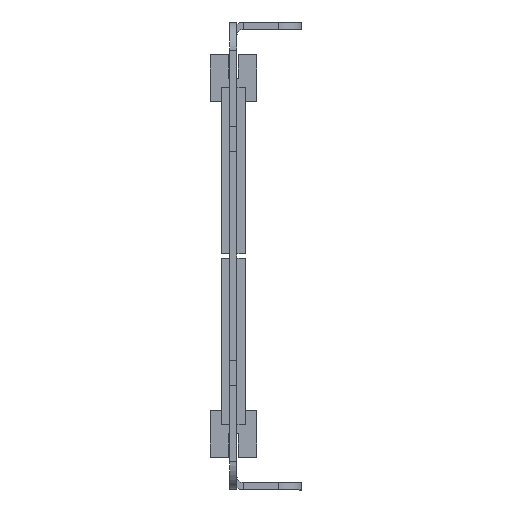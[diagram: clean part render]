
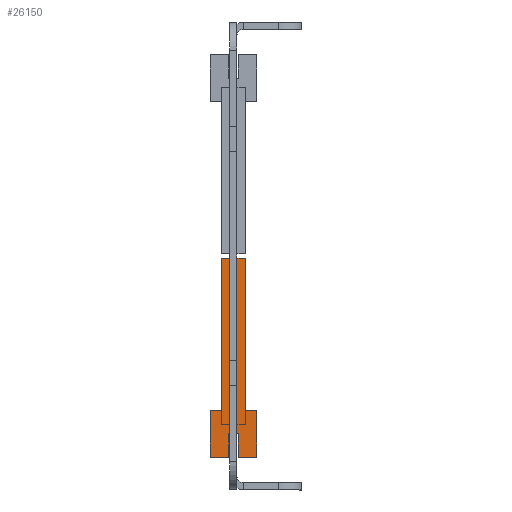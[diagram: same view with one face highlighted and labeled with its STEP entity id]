
A CAD part, left-side view. The second image highlights one B-rep face of the part: STEP entity #26150.
In plain terms, the highlighted face is planar.
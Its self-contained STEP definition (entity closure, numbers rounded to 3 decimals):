
#306 = EDGE_CURVE ( 'NONE', #20301, #3319, #51611, .T. ) ;
#761 = AXIS2_PLACEMENT_3D ( 'NONE', #21867, #36093, #53324 ) ;
#1998 = DIRECTION ( 'NONE',  ( 0., 1., 0. ) ) ;
#2229 = CARTESIAN_POINT ( 'NONE',  ( 5., 1., 990. ) ) ;
#2435 = EDGE_CURVE ( 'NONE', #17509, #20301, #21490, .T. ) ;
#2463 = CARTESIAN_POINT ( 'NONE',  ( 0., 1., 990. ) ) ;
#2896 = VERTEX_POINT ( 'NONE', #36797 ) ;
#3319 = VERTEX_POINT ( 'NONE', #50293 ) ;
#3918 = ORIENTED_EDGE ( 'NONE', *, *, #36420, .T. ) ;
#4901 = VERTEX_POINT ( 'NONE', #38379 ) ;
#5272 = VECTOR ( 'NONE', #23703, 1000. ) ;
#6118 = VERTEX_POINT ( 'NONE', #54311 ) ;
#6397 = EDGE_LOOP ( 'NONE', ( #56715, #57201, #39114, #52148, #22932, #46560, #21539, #22081, #45141, #3918, #20941, #30641 ) ) ;
#6815 = VERTEX_POINT ( 'NONE', #13474 ) ;
#6901 = VECTOR ( 'NONE', #24675, 1000. ) ;
#7620 = LINE ( 'NONE', #29584, #47678 ) ;
#7764 = LINE ( 'NONE', #11063, #18953 ) ;
#7950 = VERTEX_POINT ( 'NONE', #43268 ) ;
#7973 = LINE ( 'NONE', #44451, #31577 ) ;
#11001 = EDGE_CURVE ( 'NONE', #20938, #2896, #39714, .T. ) ;
#11063 = CARTESIAN_POINT ( 'NONE',  ( 0., 5., 990. ) ) ;
#11929 = CARTESIAN_POINT ( 'NONE',  ( 10., -2.5, 990. ) ) ;
#13474 = CARTESIAN_POINT ( 'NONE',  ( 42.5, 2.5, 990. ) ) ;
#14222 = CARTESIAN_POINT ( 'NONE',  ( 0., -1., 990. ) ) ;
#15900 = CARTESIAN_POINT ( 'NONE',  ( 0., 5., 990. ) ) ;
#16455 = CARTESIAN_POINT ( 'NONE',  ( 5., 1., 990. ) ) ;
#17002 = VECTOR ( 'NONE', #45177, 1000. ) ;
#17509 = VERTEX_POINT ( 'NONE', #2229 ) ;
#17883 = LINE ( 'NONE', #41303, #17002 ) ;
#17894 = EDGE_CURVE ( 'NONE', #6118, #17509, #47548, .T. ) ;
#17997 = PLANE ( 'NONE',  #761 ) ;
#18953 = VECTOR ( 'NONE', #33900, 1000. ) ;
#19995 = VECTOR ( 'NONE', #33690, 1000. ) ;
#20236 = LINE ( 'NONE', #42486, #6901 ) ;
#20301 = VERTEX_POINT ( 'NONE', #46750 ) ;
#20938 = VERTEX_POINT ( 'NONE', #38475 ) ;
#20941 = ORIENTED_EDGE ( 'NONE', *, *, #57152, .F. ) ;
#21166 = CARTESIAN_POINT ( 'NONE',  ( 0., 5., 990. ) ) ;
#21490 = LINE ( 'NONE', #16455, #37386 ) ;
#21539 = ORIENTED_EDGE ( 'NONE', *, *, #306, .T. ) ;
#21867 = CARTESIAN_POINT ( 'NONE',  ( 0., 0., 990. ) ) ;
#22081 = ORIENTED_EDGE ( 'NONE', *, *, #35904, .T. ) ;
#22757 = CARTESIAN_POINT ( 'NONE',  ( 0., -5., 990. ) ) ;
#22932 = ORIENTED_EDGE ( 'NONE', *, *, #17894, .T. ) ;
#23064 = VERTEX_POINT ( 'NONE', #11929 ) ;
#23703 = DIRECTION ( 'NONE',  ( -1., 0., 0. ) ) ;
#24675 = DIRECTION ( 'NONE',  ( 0., -1., 0. ) ) ;
#26150 = ADVANCED_FACE ( 'NONE', ( #40832 ), #17997, .T. ) ;
#26360 = DIRECTION ( 'NONE',  ( 0., 1., 0. ) ) ;
#26859 = VECTOR ( 'NONE', #48079, 1000. ) ;
#29584 = CARTESIAN_POINT ( 'NONE',  ( 10., 5., 990. ) ) ;
#29986 = LINE ( 'NONE', #52522, #26859 ) ;
#30641 = ORIENTED_EDGE ( 'NONE', *, *, #40584, .F. ) ;
#31553 = LINE ( 'NONE', #55255, #40492 ) ;
#31577 = VECTOR ( 'NONE', #26360, 1000. ) ;
#33614 = DIRECTION ( 'NONE',  ( 1., 0., 0. ) ) ;
#33690 = DIRECTION ( 'NONE',  ( -1., 0., 0. ) ) ;
#33900 = DIRECTION ( 'NONE',  ( 0., -1., 0. ) ) ;
#34879 = VECTOR ( 'NONE', #49474, 1000. ) ;
#35904 = EDGE_CURVE ( 'NONE', #3319, #20938, #20236, .T. ) ;
#36093 = DIRECTION ( 'NONE',  ( 0., 0., 1. ) ) ;
#36420 = EDGE_CURVE ( 'NONE', #2896, #23064, #7973, .T. ) ;
#36797 = CARTESIAN_POINT ( 'NONE',  ( 10., -5., 990. ) ) ;
#37386 = VECTOR ( 'NONE', #57391, 1000. ) ;
#38379 = CARTESIAN_POINT ( 'NONE',  ( 42.5, -2.5, 990. ) ) ;
#38475 = CARTESIAN_POINT ( 'NONE',  ( 0., -5., 990. ) ) ;
#39114 = ORIENTED_EDGE ( 'NONE', *, *, #44250, .T. ) ;
#39714 = LINE ( 'NONE', #22757, #34879 ) ;
#40485 = VERTEX_POINT ( 'NONE', #21166 ) ;
#40492 = VECTOR ( 'NONE', #40748, 1000. ) ;
#40584 = EDGE_CURVE ( 'NONE', #6815, #4901, #17883, .T. ) ;
#40748 = DIRECTION ( 'NONE',  ( -1., 0., 0. ) ) ;
#40832 = FACE_OUTER_BOUND ( 'NONE', #6397, .T. ) ;
#41303 = CARTESIAN_POINT ( 'NONE',  ( 42.5, 2.5, 990. ) ) ;
#42486 = CARTESIAN_POINT ( 'NONE',  ( 0., -5., 990. ) ) ;
#43268 = CARTESIAN_POINT ( 'NONE',  ( 10., 2.5, 990. ) ) ;
#43612 = EDGE_CURVE ( 'NONE', #40485, #6118, #7764, .T. ) ;
#44250 = EDGE_CURVE ( 'NONE', #45061, #40485, #51183, .T. ) ;
#44451 = CARTESIAN_POINT ( 'NONE',  ( 10., -5., 990. ) ) ;
#44857 = VECTOR ( 'NONE', #33614, 1000. ) ;
#45061 = VERTEX_POINT ( 'NONE', #57555 ) ;
#45141 = ORIENTED_EDGE ( 'NONE', *, *, #11001, .T. ) ;
#45177 = DIRECTION ( 'NONE',  ( 0., -1., 0. ) ) ;
#46560 = ORIENTED_EDGE ( 'NONE', *, *, #2435, .T. ) ;
#46750 = CARTESIAN_POINT ( 'NONE',  ( 5., -1., 990. ) ) ;
#47548 = LINE ( 'NONE', #2463, #44857 ) ;
#47678 = VECTOR ( 'NONE', #1998, 1000. ) ;
#48079 = DIRECTION ( 'NONE',  ( -1., 0., 0. ) ) ;
#49374 = EDGE_CURVE ( 'NONE', #6815, #7950, #31553, .T. ) ;
#49474 = DIRECTION ( 'NONE',  ( 1., 0., 0. ) ) ;
#50293 = CARTESIAN_POINT ( 'NONE',  ( 0., -1., 990. ) ) ;
#51183 = LINE ( 'NONE', #15900, #19995 ) ;
#51611 = LINE ( 'NONE', #14222, #5272 ) ;
#52148 = ORIENTED_EDGE ( 'NONE', *, *, #43612, .T. ) ;
#52522 = CARTESIAN_POINT ( 'NONE',  ( 42.5, -2.5, 990. ) ) ;
#53324 = DIRECTION ( 'NONE',  ( 1., 0., 0. ) ) ;
#54311 = CARTESIAN_POINT ( 'NONE',  ( 0., 1., 990. ) ) ;
#54738 = EDGE_CURVE ( 'NONE', #7950, #45061, #7620, .T. ) ;
#55255 = CARTESIAN_POINT ( 'NONE',  ( 42.5, 2.5, 990. ) ) ;
#56715 = ORIENTED_EDGE ( 'NONE', *, *, #49374, .T. ) ;
#57152 = EDGE_CURVE ( 'NONE', #4901, #23064, #29986, .T. ) ;
#57201 = ORIENTED_EDGE ( 'NONE', *, *, #54738, .T. ) ;
#57391 = DIRECTION ( 'NONE',  ( 0., -1., 0. ) ) ;
#57555 = CARTESIAN_POINT ( 'NONE',  ( 10., 5., 990. ) ) ;
